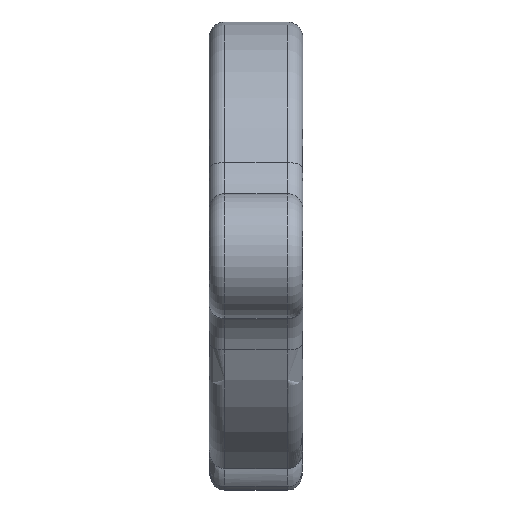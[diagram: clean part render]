
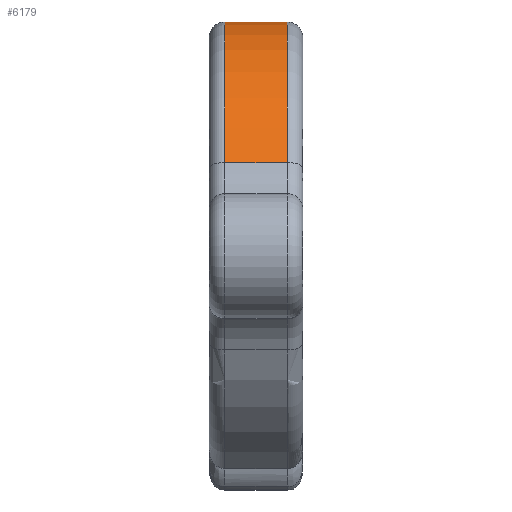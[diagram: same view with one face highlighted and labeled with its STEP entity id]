
A CAD part, left-side view. The second image highlights one B-rep face of the part: STEP entity #6179.
In plain terms, the highlighted cylindrical face has radius 15 mm (diameter 30 mm), a partial arc.
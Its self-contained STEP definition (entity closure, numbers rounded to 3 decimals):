
#31 = EDGE_CURVE ( 'NONE', #5835, #4318, #9245, .T. ) ;
#57 = AXIS2_PLACEMENT_3D ( 'NONE', #3207, #7694, #4078 ) ;
#63 = CIRCLE ( 'NONE', #57, 15. ) ;
#194 = DIRECTION ( 'NONE',  ( 0., -1., 0. ) ) ;
#371 = CARTESIAN_POINT ( 'NONE',  ( 40., 5., 15. ) ) ;
#393 = CARTESIAN_POINT ( 'NONE',  ( 40., 1., 0. ) ) ;
#630 = ORIENTED_EDGE ( 'NONE', *, *, #2451, .T. ) ;
#681 = VECTOR ( 'NONE', #5237, 1000. ) ;
#721 = VECTOR ( 'NONE', #4173, 1000. ) ;
#728 = AXIS2_PLACEMENT_3D ( 'NONE', #4017, #7873, #6362 ) ;
#822 = AXIS2_PLACEMENT_3D ( 'NONE', #6376, #5841, #1204 ) ;
#1010 = CARTESIAN_POINT ( 'NONE',  ( 26.252, 1., 6. ) ) ;
#1204 = DIRECTION ( 'NONE',  ( 0., 0., 1. ) ) ;
#1806 = CYLINDRICAL_SURFACE ( 'NONE', #2272, 15. ) ;
#1880 = LINE ( 'NONE', #6468, #721 ) ;
#1912 = EDGE_CURVE ( 'NONE', #9028, #5988, #63, .T. ) ;
#1984 = VERTEX_POINT ( 'NONE', #1010 ) ;
#2252 = CARTESIAN_POINT ( 'NONE',  ( 53.177, 0., 7.168 ) ) ;
#2272 = AXIS2_PLACEMENT_3D ( 'NONE', #2633, #194, #3269 ) ;
#2451 = EDGE_CURVE ( 'NONE', #5988, #3089, #6602, .T. ) ;
#2633 = CARTESIAN_POINT ( 'NONE',  ( 40., 6., 0. ) ) ;
#2959 = ORIENTED_EDGE ( 'NONE', *, *, #5424, .T. ) ;
#3089 = VERTEX_POINT ( 'NONE', #5114 ) ;
#3207 = CARTESIAN_POINT ( 'NONE',  ( 40., 1., 0. ) ) ;
#3269 = DIRECTION ( 'NONE',  ( 0., 0., -1. ) ) ;
#3323 = DIRECTION ( 'NONE',  ( 0., 0., 1. ) ) ;
#3950 = FACE_OUTER_BOUND ( 'NONE', #8309, .T. ) ;
#4017 = CARTESIAN_POINT ( 'NONE',  ( 40., 5., 0. ) ) ;
#4078 = DIRECTION ( 'NONE',  ( 0., 0., 1. ) ) ;
#4173 = DIRECTION ( 'NONE',  ( 0., -1., 0. ) ) ;
#4318 = VERTEX_POINT ( 'NONE', #9581 ) ;
#4626 = CIRCLE ( 'NONE', #728, 15. ) ;
#5114 = CARTESIAN_POINT ( 'NONE',  ( 53.177, 5., 7.168 ) ) ;
#5237 = DIRECTION ( 'NONE',  ( 0., 1., 0. ) ) ;
#5424 = EDGE_CURVE ( 'NONE', #1984, #9028, #5547, .T. ) ;
#5547 = CIRCLE ( 'NONE', #6166, 15. ) ;
#5835 = VERTEX_POINT ( 'NONE', #371 ) ;
#5841 = DIRECTION ( 'NONE',  ( 0., -1., 0. ) ) ;
#5988 = VERTEX_POINT ( 'NONE', #8776 ) ;
#6039 = ORIENTED_EDGE ( 'NONE', *, *, #31, .T. ) ;
#6096 = ORIENTED_EDGE ( 'NONE', *, *, #1912, .T. ) ;
#6166 = AXIS2_PLACEMENT_3D ( 'NONE', #393, #9282, #3323 ) ;
#6179 = ADVANCED_FACE ( 'NONE', ( #3950 ), #1806, .T. ) ;
#6362 = DIRECTION ( 'NONE',  ( 0., 0., 1. ) ) ;
#6376 = CARTESIAN_POINT ( 'NONE',  ( 40., 5., 0. ) ) ;
#6468 = CARTESIAN_POINT ( 'NONE',  ( 26.252, 6., 6. ) ) ;
#6602 = LINE ( 'NONE', #2252, #681 ) ;
#6722 = ORIENTED_EDGE ( 'NONE', *, *, #8362, .T. ) ;
#7694 = DIRECTION ( 'NONE',  ( 0., 1., 0. ) ) ;
#7873 = DIRECTION ( 'NONE',  ( 0., -1., 0. ) ) ;
#8282 = CARTESIAN_POINT ( 'NONE',  ( 40., 1., 15. ) ) ;
#8309 = EDGE_LOOP ( 'NONE', ( #6722, #2959, #6096, #630, #9477, #6039 ) ) ;
#8362 = EDGE_CURVE ( 'NONE', #4318, #1984, #1880, .T. ) ;
#8776 = CARTESIAN_POINT ( 'NONE',  ( 53.177, 1., 7.168 ) ) ;
#9028 = VERTEX_POINT ( 'NONE', #8282 ) ;
#9245 = CIRCLE ( 'NONE', #822, 15. ) ;
#9282 = DIRECTION ( 'NONE',  ( 0., 1., 0. ) ) ;
#9347 = EDGE_CURVE ( 'NONE', #3089, #5835, #4626, .T. ) ;
#9477 = ORIENTED_EDGE ( 'NONE', *, *, #9347, .T. ) ;
#9581 = CARTESIAN_POINT ( 'NONE',  ( 26.252, 5., 6. ) ) ;
